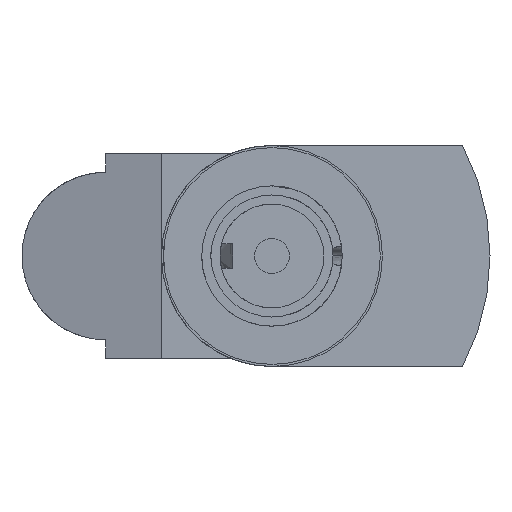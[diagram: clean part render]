
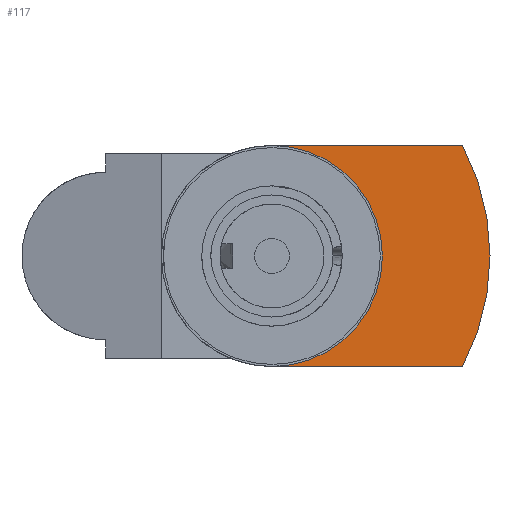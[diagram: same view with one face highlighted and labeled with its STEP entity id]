
A CAD part, left-side view. The second image highlights one B-rep face of the part: STEP entity #117.
In plain terms, the highlighted free-form (B-spline) face has degree [1, 1] with [2, 3] control points.
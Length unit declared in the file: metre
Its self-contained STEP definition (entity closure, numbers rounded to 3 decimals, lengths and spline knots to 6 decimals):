
#117 = ADVANCED_FACE( '', ( #310 ), #311, .T. );
#310 = FACE_OUTER_BOUND( '', #810, .T. );
#311 = B_SPLINE_SURFACE_WITH_KNOTS( '', 1, 1, ( ( #811, #812, #813 ), ( #814, #815, #816 ) ), .UNSPECIFIED., .F., .F., .F., ( 2, 2 ), ( 2, 1, 2 ), ( 0., 1. ), ( 0., 1., 1.01 ), .UNSPECIFIED. );
#810 = EDGE_LOOP( '', ( #2158, #2159, #2160, #2161 ) );
#811 = CARTESIAN_POINT( '', ( -0.026, -0.041024, 0.0275 ) );
#812 = CARTESIAN_POINT( '', ( -0.026, -0.095956, 0.0275 ) );
#813 = CARTESIAN_POINT( '', ( -0.026, -0.096505, 0.0275 ) );
#814 = CARTESIAN_POINT( '', ( -0.026, -0.041024, -0.0275 ) );
#815 = CARTESIAN_POINT( '', ( -0.026, -0.095956, -0.0275 ) );
#816 = CARTESIAN_POINT( '', ( -0.026, -0.096505, -0.0275 ) );
#2158 = ORIENTED_EDGE( '', *, *, #3060, .T. );
#2159 = ORIENTED_EDGE( '', *, *, #3002, .T. );
#2160 = ORIENTED_EDGE( '', *, *, #3038, .T. );
#2161 = ORIENTED_EDGE( '', *, *, #3034, .T. );
#3002 = EDGE_CURVE( '', #3477, #3475, #3478, .T. );
#3034 = EDGE_CURVE( '', #3538, #3536, #3539, .F. );
#3038 = EDGE_CURVE( '', #3475, #3538, #3545, .T. );
#3060 = EDGE_CURVE( '', #3536, #3477, #3577, .T. );
#3475 = VERTEX_POINT( '', #4801 );
#3477 = VERTEX_POINT( '', #4804 );
#3478 = CIRCLE( '', #4805, 0.0275 );
#3536 = VERTEX_POINT( '', #4980 );
#3538 = VERTEX_POINT( '', #4983 );
#3539 = CIRCLE( '', #4984, 0.05865 );
#3545 = LINE( '', #4992, #4993 );
#3577 = LINE( '', #5105, #5106 );
#4801 = CARTESIAN_POINT( '', ( -0.026, -0.04135, -0.0275 ) );
#4804 = CARTESIAN_POINT( '', ( -0.026, -0.04135, 0.0275 ) );
#4805 = AXIS2_PLACEMENT_3D( '', #6193, #6194, #6195 );
#4980 = CARTESIAN_POINT( '', ( -0.026, -0.088783, 0.0275 ) );
#4983 = CARTESIAN_POINT( '', ( -0.026, -0.088783, -0.0275 ) );
#4984 = AXIS2_PLACEMENT_3D( '', #6240, #6241, #6242 );
#4992 = CARTESIAN_POINT( '', ( -0.026, -0.068765, -0.0275 ) );
#4993 = VECTOR( '', #6248, 1. );
#5105 = CARTESIAN_POINT( '', ( -0.026, -0.06849, 0.0275 ) );
#5106 = VECTOR( '', #6279, 1. );
#6193 = CARTESIAN_POINT( '', ( -0.026, -0.04135, 0. ) );
#6194 = DIRECTION( '', ( 1., 0., 0. ) );
#6195 = DIRECTION( '', ( 0., 0., 1. ) );
#6240 = CARTESIAN_POINT( '', ( -0.026, -0.03698, 0. ) );
#6241 = DIRECTION( '', ( 1., 0., 0. ) );
#6242 = DIRECTION( '', ( 0., 0., 1. ) );
#6248 = DIRECTION( '', ( 0., -1., 0. ) );
#6279 = DIRECTION( '', ( 0., 1., 0. ) );
